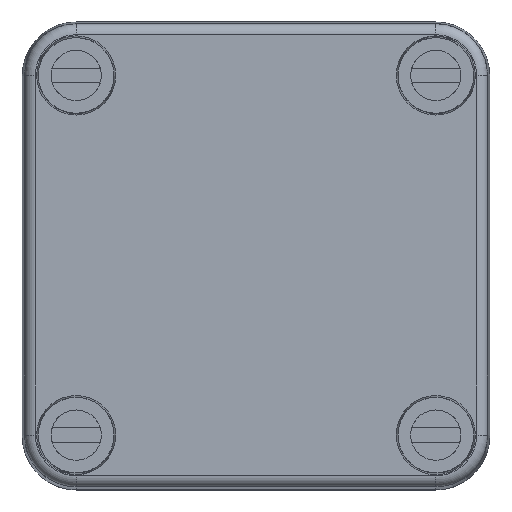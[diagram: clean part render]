
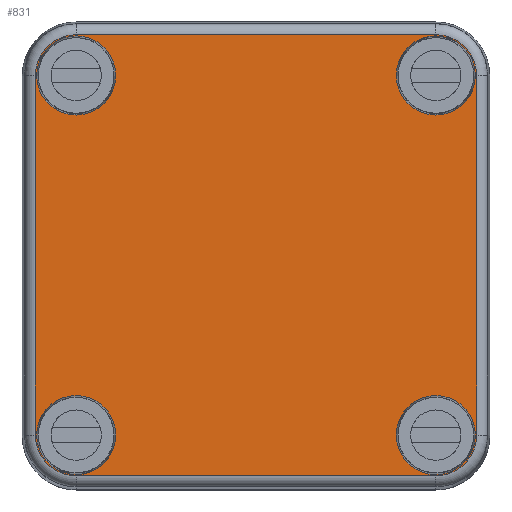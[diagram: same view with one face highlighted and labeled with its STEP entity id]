
A CAD part, top view. The second image highlights one B-rep face of the part: STEP entity #831.
In plain terms, the highlighted planar face has unit normal (0, 0, 1).
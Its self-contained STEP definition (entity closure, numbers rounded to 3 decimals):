
#831 = ADVANCED_FACE( '', ( #2067, #2068, #2069, #2070, #2071 ), #2072, .T. );
#2067 = FACE_OUTER_BOUND( '', #3828, .T. );
#2068 = FACE_BOUND( '', #3829, .T. );
#2069 = FACE_BOUND( '', #3830, .T. );
#2070 = FACE_BOUND( '', #3831, .T. );
#2071 = FACE_BOUND( '', #3832, .T. );
#2072 = PLANE( '', #3833 );
#3828 = EDGE_LOOP( '', ( #6188, #6189, #6190, #6191, #6192, #6193, #6194, #6195 ) );
#3829 = EDGE_LOOP( '', ( #6196 ) );
#3830 = EDGE_LOOP( '', ( #6197 ) );
#3831 = EDGE_LOOP( '', ( #6198 ) );
#3832 = EDGE_LOOP( '', ( #6199 ) );
#3833 = AXIS2_PLACEMENT_3D( '', #6200, #6201, #6202 );
#6188 = ORIENTED_EDGE( '', *, *, #10422, .F. );
#6189 = ORIENTED_EDGE( '', *, *, #10423, .F. );
#6190 = ORIENTED_EDGE( '', *, *, #10424, .T. );
#6191 = ORIENTED_EDGE( '', *, *, #10008, .F. );
#6192 = ORIENTED_EDGE( '', *, *, #10425, .T. );
#6193 = ORIENTED_EDGE( '', *, *, #10426, .T. );
#6194 = ORIENTED_EDGE( '', *, *, #10427, .F. );
#6195 = ORIENTED_EDGE( '', *, *, #10428, .T. );
#6196 = ORIENTED_EDGE( '', *, *, #10096, .F. );
#6197 = ORIENTED_EDGE( '', *, *, #10102, .F. );
#6198 = ORIENTED_EDGE( '', *, *, #10429, .F. );
#6199 = ORIENTED_EDGE( '', *, *, #10430, .F. );
#6200 = CARTESIAN_POINT( '', ( 0., 0., 39. ) );
#6201 = DIRECTION( '', ( 0., 0., 1. ) );
#6202 = DIRECTION( '', ( 1., 0., 0. ) );
#10008 = EDGE_CURVE( '', #11909, #11910, #11911, .T. );
#10096 = EDGE_CURVE( '', #12066, #12066, #12067, .T. );
#10102 = EDGE_CURVE( '', #12076, #12076, #12077, .T. );
#10422 = EDGE_CURVE( '', #12617, #12618, #12619, .T. );
#10423 = EDGE_CURVE( '', #12620, #12617, #12621, .T. );
#10424 = EDGE_CURVE( '', #12620, #11910, #12622, .T. );
#10425 = EDGE_CURVE( '', #11909, #12623, #12624, .T. );
#10426 = EDGE_CURVE( '', #12623, #12625, #12626, .T. );
#10427 = EDGE_CURVE( '', #12627, #12625, #12628, .T. );
#10428 = EDGE_CURVE( '', #12627, #12618, #12629, .T. );
#10429 = EDGE_CURVE( '', #12630, #12630, #12631, .T. );
#10430 = EDGE_CURVE( '', #12632, #12632, #12633, .T. );
#11909 = VERTEX_POINT( '', #14609 );
#11910 = VERTEX_POINT( '', #14610 );
#11911 = LINE( '', #14611, #14612 );
#12066 = VERTEX_POINT( '', #14820 );
#12067 = CIRCLE( '', #14821, 5.5 );
#12076 = VERTEX_POINT( '', #14863 );
#12077 = CIRCLE( '', #14864, 5.5 );
#12617 = VERTEX_POINT( '', #15569 );
#12618 = VERTEX_POINT( '', #15570 );
#12619 = CIRCLE( '', #15571, 5.673 );
#12620 = VERTEX_POINT( '', #15572 );
#12621 = LINE( '', #15573, #15574 );
#12622 = CIRCLE( '', #15575, 5.673 );
#12623 = VERTEX_POINT( '', #15576 );
#12624 = CIRCLE( '', #15577, 5.673 );
#12625 = VERTEX_POINT( '', #15578 );
#12626 = LINE( '', #15579, #15580 );
#12627 = VERTEX_POINT( '', #15581 );
#12628 = CIRCLE( '', #15582, 5.673 );
#12629 = LINE( '', #15583, #15584 );
#12630 = VERTEX_POINT( '', #15585 );
#12631 = CIRCLE( '', #15586, 5.5 );
#12632 = VERTEX_POINT( '', #15587 );
#12633 = CIRCLE( '', #15588, 5.5 );
#14609 = CARTESIAN_POINT( '', ( 30.673, 25., 39. ) );
#14610 = CARTESIAN_POINT( '', ( 30.673, -25., 39. ) );
#14611 = CARTESIAN_POINT( '', ( 30.673, 32.5, 39. ) );
#14612 = VECTOR( '', #17939, 1000. );
#14820 = CARTESIAN_POINT( '', ( -19.5, -25., 39. ) );
#14821 = AXIS2_PLACEMENT_3D( '', #18062, #18063, #18064 );
#14863 = CARTESIAN_POINT( '', ( 30.5, -25., 39. ) );
#14864 = AXIS2_PLACEMENT_3D( '', #18074, #18075, #18076 );
#15569 = CARTESIAN_POINT( '', ( -25., -30.673, 39. ) );
#15570 = CARTESIAN_POINT( '', ( -30.673, -25., 39. ) );
#15571 = AXIS2_PLACEMENT_3D( '', #18530, #18531, #18532 );
#15572 = CARTESIAN_POINT( '', ( 25., -30.673, 39. ) );
#15573 = CARTESIAN_POINT( '', ( 32.5, -30.673, 39. ) );
#15574 = VECTOR( '', #18533, 1000. );
#15575 = AXIS2_PLACEMENT_3D( '', #18534, #18535, #18536 );
#15576 = CARTESIAN_POINT( '', ( 25., 30.673, 39. ) );
#15577 = AXIS2_PLACEMENT_3D( '', #18537, #18538, #18539 );
#15578 = CARTESIAN_POINT( '', ( -25., 30.673, 39. ) );
#15579 = CARTESIAN_POINT( '', ( 32.5, 30.673, 39. ) );
#15580 = VECTOR( '', #18540, 1000. );
#15581 = CARTESIAN_POINT( '', ( -30.673, 25., 39. ) );
#15582 = AXIS2_PLACEMENT_3D( '', #18541, #18542, #18543 );
#15583 = CARTESIAN_POINT( '', ( -30.673, 32.5, 39. ) );
#15584 = VECTOR( '', #18544, 1000. );
#15585 = CARTESIAN_POINT( '', ( -19.5, 25., 39. ) );
#15586 = AXIS2_PLACEMENT_3D( '', #18545, #18546, #18547 );
#15587 = CARTESIAN_POINT( '', ( 30.5, 25., 39. ) );
#15588 = AXIS2_PLACEMENT_3D( '', #18548, #18549, #18550 );
#17939 = DIRECTION( '', ( 0., -1., 0. ) );
#18062 = CARTESIAN_POINT( '', ( -25., -25., 39. ) );
#18063 = DIRECTION( '', ( 0., 0., 1. ) );
#18064 = DIRECTION( '', ( 1., 0., 0. ) );
#18074 = CARTESIAN_POINT( '', ( 25., -25., 39. ) );
#18075 = DIRECTION( '', ( 0., 0., 1. ) );
#18076 = DIRECTION( '', ( 1., 0., 0. ) );
#18530 = CARTESIAN_POINT( '', ( -25., -25., 39. ) );
#18531 = DIRECTION( '', ( 0., 0., -1. ) );
#18532 = DIRECTION( '', ( -1., 0., 0. ) );
#18533 = DIRECTION( '', ( -1., 0., 0. ) );
#18534 = CARTESIAN_POINT( '', ( 25., -25., 39. ) );
#18535 = DIRECTION( '', ( 0., 0., 1. ) );
#18536 = DIRECTION( '', ( 1., 0., 0. ) );
#18537 = CARTESIAN_POINT( '', ( 25., 25., 39. ) );
#18538 = DIRECTION( '', ( 0., 0., 1. ) );
#18539 = DIRECTION( '', ( 1., 0., 0. ) );
#18540 = DIRECTION( '', ( -1., 0., 0. ) );
#18541 = CARTESIAN_POINT( '', ( -25., 25., 39. ) );
#18542 = DIRECTION( '', ( 0., 0., -1. ) );
#18543 = DIRECTION( '', ( -1., 0., 0. ) );
#18544 = DIRECTION( '', ( 0., -1., 0. ) );
#18545 = CARTESIAN_POINT( '', ( -25., 25., 39. ) );
#18546 = DIRECTION( '', ( 0., 0., 1. ) );
#18547 = DIRECTION( '', ( 1., 0., 0. ) );
#18548 = CARTESIAN_POINT( '', ( 25., 25., 39. ) );
#18549 = DIRECTION( '', ( 0., 0., 1. ) );
#18550 = DIRECTION( '', ( 1., 0., 0. ) );
